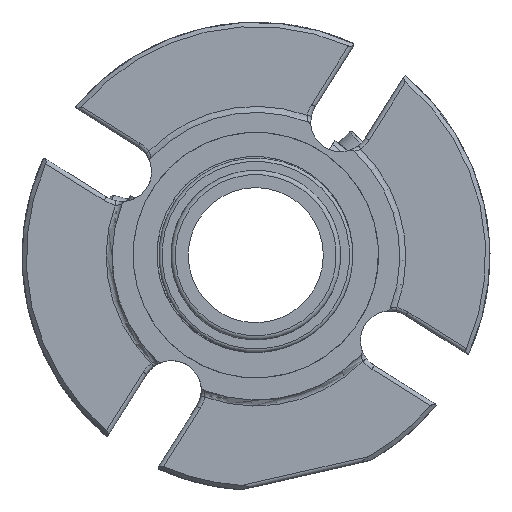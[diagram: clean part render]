
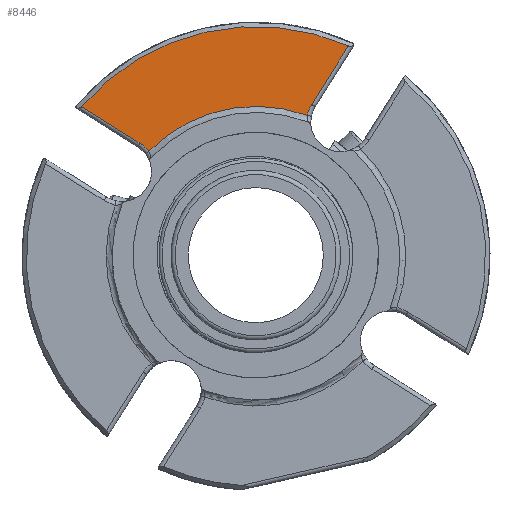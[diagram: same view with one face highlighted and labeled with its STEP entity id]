
A CAD part, left-side view. The second image highlights one B-rep face of the part: STEP entity #8446.
In plain terms, the highlighted planar face has unit normal (-1, 0, 0).
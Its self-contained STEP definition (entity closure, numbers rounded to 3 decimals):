
#552=LINE('',#16494,#1031);
#554=LINE('',#16516,#1033);
#1031=VECTOR('',#10746,1000.);
#1033=VECTOR('',#10756,1000.);
#1698=PLANE('',#9208);
#3683=ORIENTED_EDGE('',*,*,#5093,.T.);
#3684=ORIENTED_EDGE('',*,*,#5090,.F.);
#3685=ORIENTED_EDGE('',*,*,#5086,.T.);
#3686=ORIENTED_EDGE('',*,*,#5256,.T.);
#3687=ORIENTED_EDGE('',*,*,#5257,.T.);
#3688=ORIENTED_EDGE('',*,*,#5258,.T.);
#5086=EDGE_CURVE('',#6076,#6077,#552,.F.);
#5090=EDGE_CURVE('',#6076,#6079,#6537,.T.);
#5093=EDGE_CURVE('',#6080,#6079,#554,.F.);
#5256=EDGE_CURVE('',#6077,#6157,#6618,.F.);
#5257=EDGE_CURVE('',#6157,#6158,#6619,.F.);
#5258=EDGE_CURVE('',#6158,#6080,#6620,.F.);
#6076=VERTEX_POINT('',#16495);
#6077=VERTEX_POINT('',#16496);
#6079=VERTEX_POINT('',#16506);
#6080=VERTEX_POINT('',#16517);
#6157=VERTEX_POINT('',#17219);
#6158=VERTEX_POINT('',#17223);
#6537=CIRCLE('',#9059,54.42);
#6618=CIRCLE('',#9207,8.);
#6619=CIRCLE('',#9209,35.5);
#6620=CIRCLE('',#9210,8.);
#7144=EDGE_LOOP('',(#3683,#3684,#3685,#3686,#3687,#3688));
#7739=FACE_BOUND('',#7144,.T.);
#8446=ADVANCED_FACE('',(#7739),#1698,.T.);
#9059=AXIS2_PLACEMENT_3D('',#16505,#10752,#10753);
#9207=AXIS2_PLACEMENT_3D('',#17220,#11104,#11105);
#9208=AXIS2_PLACEMENT_3D('',#17221,#11106,#11107);
#9209=AXIS2_PLACEMENT_3D('',#17222,#11108,#11109);
#9210=AXIS2_PLACEMENT_3D('',#17224,#11110,#11111);
#10746=DIRECTION('',(0.,0.846,0.533));
#10752=DIRECTION('',(1.,0.,0.));
#10753=DIRECTION('',(0.,-0.975,0.222));
#10756=DIRECTION('',(0.,0.533,-0.846));
#11104=DIRECTION('',(-1.,0.,0.));
#11105=DIRECTION('',(0.,-0.222,-0.975));
#11106=DIRECTION('',(-1.,0.,0.));
#11107=DIRECTION('',(0.,-0.222,-0.975));
#11108=DIRECTION('',(-1.,0.,0.));
#11109=DIRECTION('',(0.,-0.222,-0.975));
#11110=DIRECTION('',(-1.,0.,0.));
#11111=DIRECTION('',(0.,-0.222,-0.975));
#16494=CARTESIAN_POINT('',(-7.853,27.42,26.497));
#16495=CARTESIAN_POINT('',(-7.853,41.24,35.194));
#16496=CARTESIAN_POINT('',(-7.853,27.42,26.497));
#16505=CARTESIAN_POINT('',(-7.853,-0.056,-0.248));
#16506=CARTESIAN_POINT('',(-7.853,-21.957,49.571));
#16516=CARTESIAN_POINT('',(-7.853,-22.879,51.037));
#16517=CARTESIAN_POINT('',(-7.853,-13.26,35.751));
#17219=CARTESIAN_POINT('',(-7.853,25.32,24.577));
#17220=CARTESIAN_POINT('',(-7.853,31.682,19.726));
#17221=CARTESIAN_POINT('',(-7.853,7.486,32.905));
#17222=CARTESIAN_POINT('',(-7.853,-0.056,-0.248));
#17223=CARTESIAN_POINT('',(-7.853,-12.196,33.112));
#17224=CARTESIAN_POINT('',(-7.853,-20.03,31.49));
